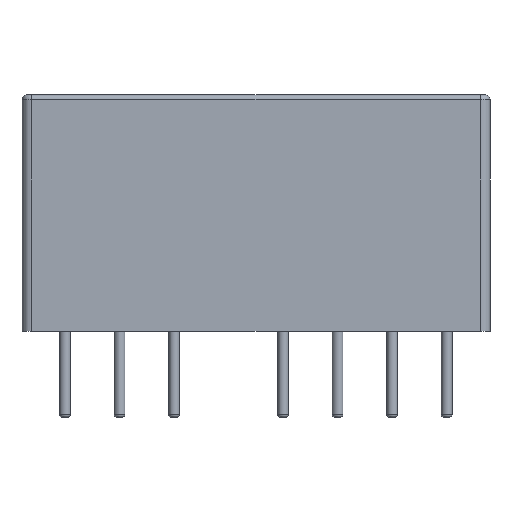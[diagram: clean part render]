
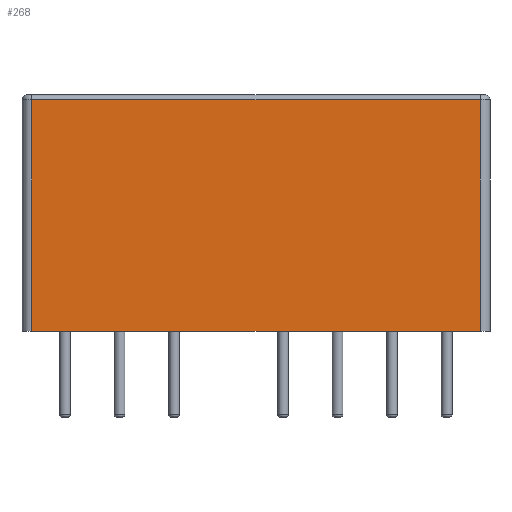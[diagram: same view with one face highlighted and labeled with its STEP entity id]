
A CAD part, front view. The second image highlights one B-rep face of the part: STEP entity #268.
In plain terms, the highlighted planar face has unit normal (0, -1, 0).
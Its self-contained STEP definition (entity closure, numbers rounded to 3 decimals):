
#13=DIRECTION('',(0.,0.,1.));
#87=DIRECTION('',(0.,-1.,0.));
#90=VERTEX_POINT('',#91);
#91=CARTESIAN_POINT('',(19.34,-6.,0.1));
#97=EDGE_CURVE('',#90,#98,#100,.T.);
#98=VERTEX_POINT('',#99);
#99=CARTESIAN_POINT('',(-1.54,-6.,0.1));
#100=LINE('',#101,#102);
#101=CARTESIAN_POINT('',(19.8,-6.,0.1));
#102=VECTOR('',#103,1.);
#103=DIRECTION('',(-1.,0.,0.));
#206=VECTOR('',#13,1.);
#240=EDGE_CURVE('',#90,#241,#243,.T.);
#241=VERTEX_POINT('',#242);
#242=CARTESIAN_POINT('',(19.34,-6.,10.87));
#243=LINE('',#91,#206);
#268=ADVANCED_FACE('',(#269),#281,.T.);
#269=FACE_BOUND('',#270,.T.);
#270=EDGE_LOOP('',(#271,#272,#277,#280));
#271=ORIENTED_EDGE('',*,*,#240,.T.);
#272=ORIENTED_EDGE('',*,*,#273,.T.);
#273=EDGE_CURVE('',#241,#274,#276,.T.);
#274=VERTEX_POINT('',#275);
#275=CARTESIAN_POINT('',(-1.54,-6.,10.87));
#276=LINE('',#242,#102);
#277=ORIENTED_EDGE('',*,*,#278,.F.);
#278=EDGE_CURVE('',#98,#274,#279,.T.);
#279=LINE('',#99,#206);
#280=ORIENTED_EDGE('',*,*,#97,.F.);
#281=PLANE('',#282);
#282=AXIS2_PLACEMENT_3D('',#101,#87,#103);
